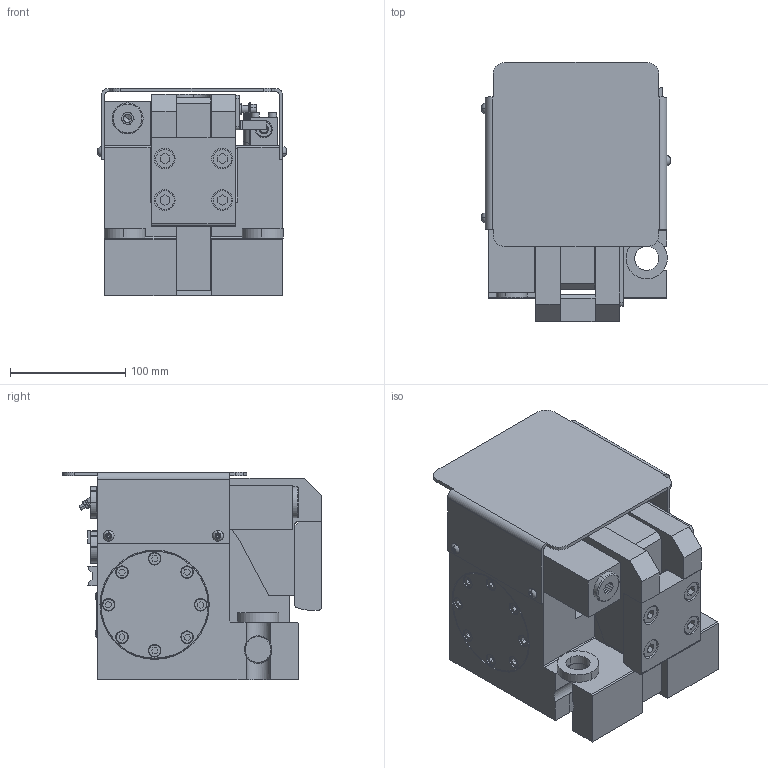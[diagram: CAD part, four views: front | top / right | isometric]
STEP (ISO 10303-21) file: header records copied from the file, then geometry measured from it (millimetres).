
FILE_DESCRIPTION(('STEP AP214'),'1');
FILE_NAME('38446301_PDV_A100_60.stp','2019-01-24T09:17:04',(' '),(' '),'Spatial InterOp 3D',' ',' ');
FILE_SCHEMA(('automotive_design'));
Length unit declared in the file: millimetre
Products named in the file (80): 1; 2; 3; 4; 5; 6; 7; 8; 9; 10; 11; 12; 13; 14; 15; 16; 17; 18; 19; 20; 21; 22; 23; 24; 25; 26; 27; 28; 29; 30; 31; 32; 33; 34; 35; 36; 37; 38; 39; 40 ...
Bounding box: 163.5 x 225 x 180 mm (x, y, z)
Volume: 3756048.7 mm3; surface area: 504913.1 mm2
Topology: 80 solids, 81 shells, 3150 faces, 7766 edges, 4927 vertices
Faces by surface type: plane 1274, cylinder 1049, cone 430, torus 194, extrusion 133, sphere 62, bspline 8
Entity records: 132490 total; most frequent: CARTESIAN_POINT 31172, DIRECTION 15708, ORIENTED_EDGE 15296, EDGE_CURVE 7648, AXIS2_PLACEMENT_3D 5950, VERTEX_POINT 4921, VECTOR 3808, LINE 3675
